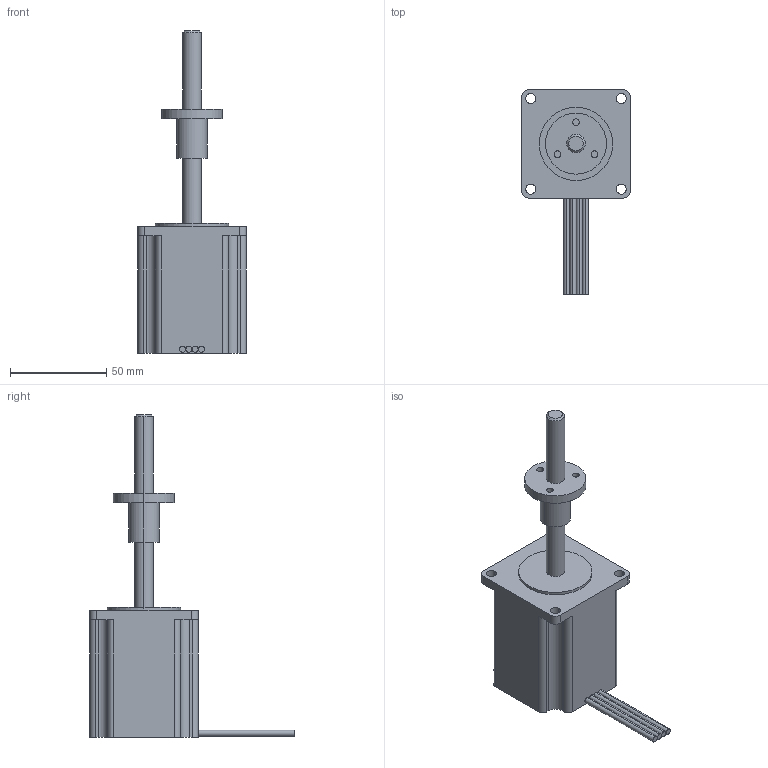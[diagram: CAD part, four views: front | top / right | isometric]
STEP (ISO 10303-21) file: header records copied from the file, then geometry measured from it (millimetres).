
FILE_DESCRIPTION (( 'STEP AP214' ), '1' );
FILE_NAME ('AMETEK-E57M43-3.25-4-4.STEP', '2023-11-06T01:39:45', ( '' ), ( '' ), 'SwSTEP 2.0', 'SolidWorks 2022', '' );
FILE_SCHEMA (( 'AUTOMOTIVE_DESIGN' ));
Length unit declared in the file: inch
Products named in the file (3): 57000 External Linear Nut; AMETEK-E57M43-3.25-4-4; 57000 External Linear
Assembly tree (2 placements, depth 2):
  AMETEK-E57M43-3.25-4-4
    57000 External Linear
    57000 External Linear Nut
Bounding box: 56.4 x 106.4 x 167.6 mm (x, y, z)
Volume: 200204.7 mm3; surface area: 31172.9 mm2
Topology: 2 solids, 2 shells, 83 faces, 208 edges, 138 vertices
Faces by surface type: cylinder 52, plane 29, cone 2
Entity records: 3468 total; most frequent: DIRECTION 490, CARTESIAN_POINT 434, ORIENTED_EDGE 416, EDGE_CURVE 208, AXIS2_PLACEMENT_3D 194, VERTEX_POINT 138, EDGE_LOOP 108, CIRCLE 106
